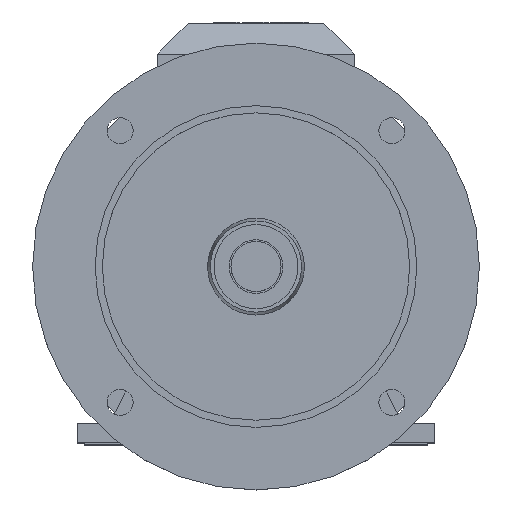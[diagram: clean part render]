
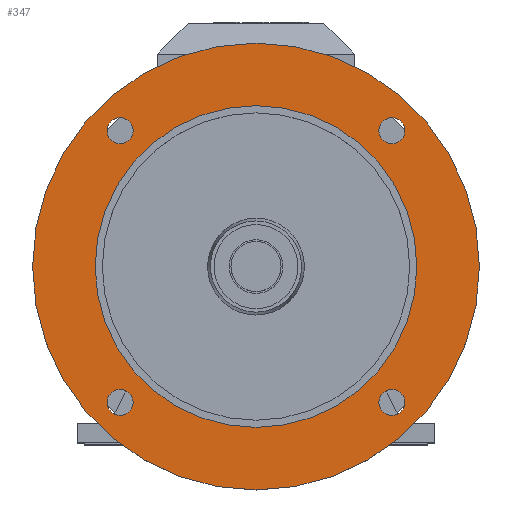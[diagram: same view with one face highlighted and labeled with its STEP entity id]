
A CAD part, top view. The second image highlights one B-rep face of the part: STEP entity #347.
In plain terms, the highlighted planar face has unit normal (0, 0, 1).
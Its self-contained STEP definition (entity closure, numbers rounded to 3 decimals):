
#72=PLANE('',#3994);
#236=FACE_BOUND('',#780,.T.);
#237=FACE_BOUND('',#781,.T.);
#238=FACE_BOUND('',#782,.T.);
#239=FACE_BOUND('',#783,.T.);
#240=FACE_BOUND('',#784,.T.);
#241=FACE_BOUND('',#785,.T.);
#347=ADVANCED_FACE('',(#236,#237,#238,#239,#240,#241),#72,.T.);
#780=EDGE_LOOP('',(#1252,#1253));
#781=EDGE_LOOP('',(#1254,#1255));
#782=EDGE_LOOP('',(#1256,#1257));
#783=EDGE_LOOP('',(#1258,#1259));
#784=EDGE_LOOP('',(#1260,#1261));
#785=EDGE_LOOP('',(#1262,#1263));
#1011=CIRCLE('',#3928,125.);
#1014=CIRCLE('',#3933,90.);
#1017=CIRCLE('',#3937,7.25);
#1019=CIRCLE('',#3940,7.25);
#1021=CIRCLE('',#3943,7.25);
#1023=CIRCLE('',#3946,7.25);
#1034=CIRCLE('',#3965,7.25);
#1036=CIRCLE('',#3968,7.25);
#1038=CIRCLE('',#3971,7.25);
#1040=CIRCLE('',#3974,7.25);
#1046=CIRCLE('',#3984,90.);
#1050=CIRCLE('',#3992,125.);
#1252=ORIENTED_EDGE('',*,*,#2565,.F.);
#1253=ORIENTED_EDGE('',*,*,#2638,.F.);
#1254=ORIENTED_EDGE('',*,*,#2604,.T.);
#1255=ORIENTED_EDGE('',*,*,#2589,.T.);
#1256=ORIENTED_EDGE('',*,*,#2606,.T.);
#1257=ORIENTED_EDGE('',*,*,#2585,.T.);
#1258=ORIENTED_EDGE('',*,*,#2608,.T.);
#1259=ORIENTED_EDGE('',*,*,#2581,.T.);
#1260=ORIENTED_EDGE('',*,*,#2610,.T.);
#1261=ORIENTED_EDGE('',*,*,#2577,.T.);
#1262=ORIENTED_EDGE('',*,*,#2571,.T.);
#1263=ORIENTED_EDGE('',*,*,#2634,.T.);
#2211=VERTEX_POINT('',#5324);
#2213=VERTEX_POINT('',#5328);
#2218=VERTEX_POINT('',#5341);
#2220=VERTEX_POINT('',#5344);
#2223=VERTEX_POINT('',#5351);
#2225=VERTEX_POINT('',#5355);
#2227=VERTEX_POINT('',#5360);
#2229=VERTEX_POINT('',#5364);
#2231=VERTEX_POINT('',#5369);
#2233=VERTEX_POINT('',#5373);
#2235=VERTEX_POINT('',#5378);
#2237=VERTEX_POINT('',#5382);
#2565=EDGE_CURVE('',#2213,#2211,#1011,.T.);
#2571=EDGE_CURVE('',#2220,#2218,#1014,.T.);
#2577=EDGE_CURVE('',#2223,#2225,#1017,.T.);
#2581=EDGE_CURVE('',#2227,#2229,#1019,.T.);
#2585=EDGE_CURVE('',#2231,#2233,#1021,.T.);
#2589=EDGE_CURVE('',#2235,#2237,#1023,.T.);
#2604=EDGE_CURVE('',#2237,#2235,#1034,.T.);
#2606=EDGE_CURVE('',#2233,#2231,#1036,.T.);
#2608=EDGE_CURVE('',#2229,#2227,#1038,.T.);
#2610=EDGE_CURVE('',#2225,#2223,#1040,.T.);
#2634=EDGE_CURVE('',#2218,#2220,#1046,.T.);
#2638=EDGE_CURVE('',#2211,#2213,#1050,.T.);
#3928=AXIS2_PLACEMENT_3D('',#5329,#4285,#4286);
#3933=AXIS2_PLACEMENT_3D('',#5343,#4298,#4299);
#3937=AXIS2_PLACEMENT_3D('',#5356,#4309,#4310);
#3940=AXIS2_PLACEMENT_3D('',#5365,#4317,#4318);
#3943=AXIS2_PLACEMENT_3D('',#5374,#4325,#4326);
#3946=AXIS2_PLACEMENT_3D('',#5383,#4333,#4334);
#3965=AXIS2_PLACEMENT_3D('',#5414,#4375,#4376);
#3968=AXIS2_PLACEMENT_3D('',#5417,#4381,#4382);
#3971=AXIS2_PLACEMENT_3D('',#5420,#4387,#4388);
#3974=AXIS2_PLACEMENT_3D('',#5423,#4393,#4394);
#3984=AXIS2_PLACEMENT_3D('',#5471,#4431,#4432);
#3992=AXIS2_PLACEMENT_3D('',#5479,#4447,#4448);
#3994=AXIS2_PLACEMENT_3D('',#5481,#4451,#4452);
#4285=DIRECTION('',(0.,0.,-1.));
#4286=DIRECTION('',(-1.,0.,0.));
#4298=DIRECTION('',(0.,0.,-1.));
#4299=DIRECTION('',(-1.,0.,0.));
#4309=DIRECTION('',(0.,0.,-1.));
#4310=DIRECTION('',(-1.,0.,0.));
#4317=DIRECTION('',(0.,0.,-1.));
#4318=DIRECTION('',(-1.,0.,0.));
#4325=DIRECTION('',(0.,0.,-1.));
#4326=DIRECTION('',(-1.,0.,0.));
#4333=DIRECTION('',(0.,0.,-1.));
#4334=DIRECTION('',(-1.,0.,0.));
#4375=DIRECTION('',(0.,0.,-1.));
#4376=DIRECTION('',(-1.,0.,0.));
#4381=DIRECTION('',(0.,0.,-1.));
#4382=DIRECTION('',(-1.,0.,0.));
#4387=DIRECTION('',(0.,0.,-1.));
#4388=DIRECTION('',(-1.,0.,0.));
#4393=DIRECTION('',(0.,0.,-1.));
#4394=DIRECTION('',(-1.,0.,0.));
#4431=DIRECTION('',(0.,0.,-1.));
#4432=DIRECTION('',(-1.,0.,0.));
#4447=DIRECTION('',(0.,0.,-1.));
#4448=DIRECTION('',(-1.,0.,0.));
#4451=DIRECTION('',(0.,0.,1.));
#4452=DIRECTION('',(-1.,0.,0.));
#5324=CARTESIAN_POINT('',(-125.,0.,270.5));
#5328=CARTESIAN_POINT('',(125.,0.,270.5));
#5329=CARTESIAN_POINT('',(0.,0.,
270.5));
#5341=CARTESIAN_POINT('',(-90.,0.,270.5));
#5343=CARTESIAN_POINT('',(0.,0.,
270.5));
#5344=CARTESIAN_POINT('',(90.,0.,270.5));
#5351=CARTESIAN_POINT('',(-83.264,76.014,270.5));
#5355=CARTESIAN_POINT('',(-68.764,76.014,270.5));
#5356=CARTESIAN_POINT('',(-76.014,76.014,270.5));
#5360=CARTESIAN_POINT('',(68.764,-76.014,270.5));
#5364=CARTESIAN_POINT('',(83.264,-76.014,270.5));
#5365=CARTESIAN_POINT('',(76.014,-76.014,270.5));
#5369=CARTESIAN_POINT('',(68.764,76.014,270.5));
#5373=CARTESIAN_POINT('',(83.264,76.014,270.5));
#5374=CARTESIAN_POINT('',(76.014,76.014,270.5));
#5378=CARTESIAN_POINT('',(-83.264,-76.014,270.5));
#5382=CARTESIAN_POINT('',(-68.764,-76.014,270.5));
#5383=CARTESIAN_POINT('',(-76.014,-76.014,270.5));
#5414=CARTESIAN_POINT('',(-76.014,-76.014,270.5));
#5417=CARTESIAN_POINT('',(76.014,76.014,270.5));
#5420=CARTESIAN_POINT('',(76.014,-76.014,270.5));
#5423=CARTESIAN_POINT('',(-76.014,76.014,270.5));
#5471=CARTESIAN_POINT('',(0.,0.,
270.5));
#5479=CARTESIAN_POINT('',(0.,0.,
270.5));
#5481=CARTESIAN_POINT('',(0.,0.,270.5));
